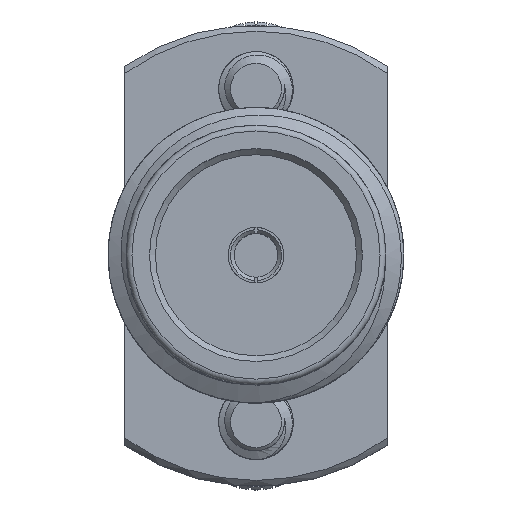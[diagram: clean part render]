
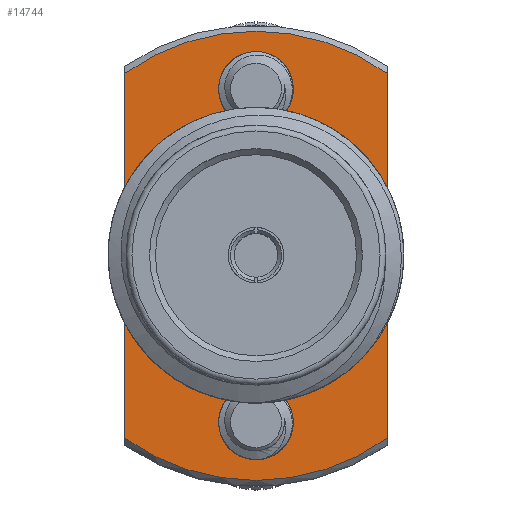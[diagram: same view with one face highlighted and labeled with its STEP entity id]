
A CAD part, top view. The second image highlights one B-rep face of the part: STEP entity #14744.
In plain terms, the highlighted planar face has unit normal (0, 0, 1).
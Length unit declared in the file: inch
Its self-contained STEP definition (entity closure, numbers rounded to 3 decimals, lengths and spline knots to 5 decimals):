
#196 = CARTESIAN_POINT ( 'NONE',  ( -0.11102, -0.19488, 0. ) ) ;
#532 = CIRCLE ( 'NONE', #5052, 0.0315 ) ;
#764 = EDGE_LOOP ( 'NONE', ( #1560, #10708, #15217, #10343 ) ) ;
#981 = DIRECTION ( 'NONE',  ( 0., 1., 0. ) ) ;
#1128 = CIRCLE ( 'NONE', #12721, 0.0315 ) ;
#1236 = DIRECTION ( 'NONE',  ( 0., 0., 1. ) ) ;
#1495 = EDGE_LOOP ( 'NONE', ( #7758 ) ) ;
#1560 = ORIENTED_EDGE ( 'NONE', *, *, #6408, .T. ) ;
#2017 = FACE_BOUND ( 'NONE', #15568, .T. ) ;
#2078 = CARTESIAN_POINT ( 'NONE',  ( 0., 0., 0. ) ) ;
#2180 = VERTEX_POINT ( 'NONE', #15592 ) ;
#2186 = LINE ( 'NONE', #196, #16475 ) ;
#2219 = CARTESIAN_POINT ( 'NONE',  ( 0.11102, 0.15404, 0. ) ) ;
#2263 = AXIS2_PLACEMENT_3D ( 'NONE', #6733, #6803, #15077 ) ;
#2330 = EDGE_CURVE ( 'NONE', #16470, #16470, #532, .T. ) ;
#2434 = FACE_BOUND ( 'NONE', #4080, .T. ) ;
#2999 = AXIS2_PLACEMENT_3D ( 'NONE', #2078, #9008, #11716 ) ;
#3114 = FACE_BOUND ( 'NONE', #1495, .T. ) ;
#3300 = ORIENTED_EDGE ( 'NONE', *, *, #11145, .T. ) ;
#3338 = LINE ( 'NONE', #17709, #9853 ) ;
#3517 = CARTESIAN_POINT ( 'NONE',  ( -0.11102, -0.15404, 0. ) ) ;
#4039 = DIRECTION ( 'NONE',  ( 0., 0., 1. ) ) ;
#4080 = EDGE_LOOP ( 'NONE', ( #3300 ) ) ;
#4463 = VERTEX_POINT ( 'NONE', #2219 ) ;
#4541 = EDGE_CURVE ( 'NONE', #6096, #6096, #1128, .T. ) ;
#5052 = AXIS2_PLACEMENT_3D ( 'NONE', #15042, #1236, #5431 ) ;
#5431 = DIRECTION ( 'NONE',  ( 1., 0., 0. ) ) ;
#5578 = CARTESIAN_POINT ( 'NONE',  ( 0.11102, -0.15404, 0. ) ) ;
#5622 = VERTEX_POINT ( 'NONE', #3517 ) ;
#5695 = CARTESIAN_POINT ( 'NONE',  ( 0.0315, 0.14094, 0. ) ) ;
#5864 = CARTESIAN_POINT ( 'NONE',  ( 0.0315, -0.14094, 0. ) ) ;
#5949 = VERTEX_POINT ( 'NONE', #5578 ) ;
#6004 = CARTESIAN_POINT ( 'NONE',  ( 0., 0., 0. ) ) ;
#6096 = VERTEX_POINT ( 'NONE', #5864 ) ;
#6106 = CIRCLE ( 'NONE', #10307, 0.18988 ) ;
#6408 = EDGE_CURVE ( 'NONE', #12154, #5622, #2186, .T. ) ;
#6733 = CARTESIAN_POINT ( 'NONE',  ( 0., 0., 0. ) ) ;
#6803 = DIRECTION ( 'NONE',  ( 0., 0., -1. ) ) ;
#7350 = DIRECTION ( 'NONE',  ( -1., 0., 0. ) ) ;
#7758 = ORIENTED_EDGE ( 'NONE', *, *, #4541, .F. ) ;
#7870 = CARTESIAN_POINT ( 'NONE',  ( 0., -0.14094, 0. ) ) ;
#8392 = DIRECTION ( 'NONE',  ( 0., -1., 0. ) ) ;
#9008 = DIRECTION ( 'NONE',  ( 0., 0., 1. ) ) ;
#9598 = FACE_OUTER_BOUND ( 'NONE', #764, .T. ) ;
#9853 = VECTOR ( 'NONE', #981, 39.37008 ) ;
#10307 = AXIS2_PLACEMENT_3D ( 'NONE', #11182, #4039, #11123 ) ;
#10343 = ORIENTED_EDGE ( 'NONE', *, *, #17231, .T. ) ;
#10708 = ORIENTED_EDGE ( 'NONE', *, *, #17910, .T. ) ;
#11123 = DIRECTION ( 'NONE',  ( -1., 0., 0. ) ) ;
#11145 = EDGE_CURVE ( 'NONE', #2180, #2180, #14866, .T. ) ;
#11182 = CARTESIAN_POINT ( 'NONE',  ( 0., 0., 0. ) ) ;
#11562 = DIRECTION ( 'NONE',  ( 0., 0., -1. ) ) ;
#11716 = DIRECTION ( 'NONE',  ( -1., 0., 0. ) ) ;
#12154 = VERTEX_POINT ( 'NONE', #16104 ) ;
#12721 = AXIS2_PLACEMENT_3D ( 'NONE', #7870, #17527, #16250 ) ;
#13069 = ORIENTED_EDGE ( 'NONE', *, *, #2330, .F. ) ;
#13975 = EDGE_CURVE ( 'NONE', #5949, #4463, #3338, .T. ) ;
#14744 = ADVANCED_FACE ( 'NONE', ( #2434, #2017, #3114, #9598 ), #17745, .F. ) ;
#14866 = CIRCLE ( 'NONE', #15352, 0.10489 ) ;
#15042 = CARTESIAN_POINT ( 'NONE',  ( 0., 0.14094, 0. ) ) ;
#15077 = DIRECTION ( 'NONE',  ( -1., 0., 0. ) ) ;
#15217 = ORIENTED_EDGE ( 'NONE', *, *, #13975, .T. ) ;
#15352 = AXIS2_PLACEMENT_3D ( 'NONE', #6004, #11562, #7350 ) ;
#15568 = EDGE_LOOP ( 'NONE', ( #13069 ) ) ;
#15592 = CARTESIAN_POINT ( 'NONE',  ( -0.10489, 0., 0. ) ) ;
#16104 = CARTESIAN_POINT ( 'NONE',  ( -0.11102, 0.15404, 0. ) ) ;
#16250 = DIRECTION ( 'NONE',  ( 1., 0., 0. ) ) ;
#16470 = VERTEX_POINT ( 'NONE', #5695 ) ;
#16475 = VECTOR ( 'NONE', #8392, 39.37008 ) ;
#17231 = EDGE_CURVE ( 'NONE', #4463, #12154, #17801, .T. ) ;
#17527 = DIRECTION ( 'NONE',  ( 0., 0., 1. ) ) ;
#17709 = CARTESIAN_POINT ( 'NONE',  ( 0.11102, -0.19488, 0. ) ) ;
#17745 = PLANE ( 'NONE',  #2263 ) ;
#17801 = CIRCLE ( 'NONE', #2999, 0.18988 ) ;
#17910 = EDGE_CURVE ( 'NONE', #5622, #5949, #6106, .T. ) ;
